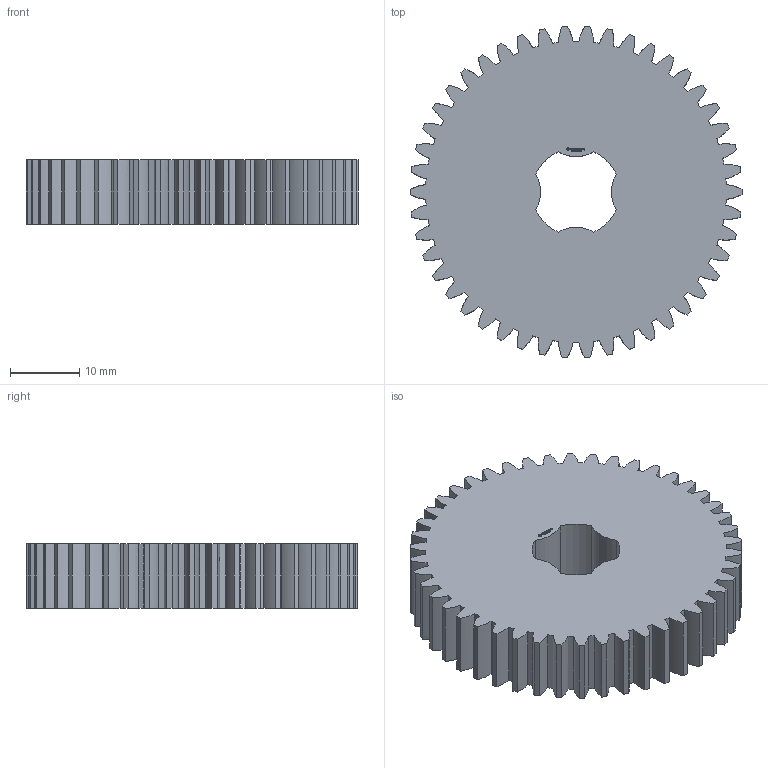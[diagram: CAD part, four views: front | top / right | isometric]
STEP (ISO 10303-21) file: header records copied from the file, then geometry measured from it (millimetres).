
FILE_DESCRIPTION(('FreeCAD Model'),'2;1');
FILE_NAME('Open CASCADE Shape Model','2024-03-10T17:50:51',(''),(''), 'Open CASCADE STEP processor 7.6','FreeCAD','Unknown');
FILE_SCHEMA(('AUTOMOTIVE_DESIGN { 1 0 10303 214 1 1 1 1 }'));
Length unit declared in the file: millimetre
Products named in the file (1): Gear Wheel PLN TTH46 BU00.75 SFT-SHD - SPN-GWH-0163 (stemfie.org)
Bounding box: 47.99 x 47.93 x 9.38 mm (x, y, z)
Volume: 14440.7 mm3; surface area: 6216.1 mm2
Topology: 1 solids, 1 shells, 678 faces, 1938 edges, 1292 vertices
Faces by surface type: extrusion 348, plane 322, cylinder 8
Entity records: 60613 total; most frequent: CARTESIAN_POINT 19555, DIRECTION 5448, VECTOR 4738, LINE 4390, ORIENTED_EDGE 3876, PCURVE 3876, DEFINITIONAL_REPRESENTATION 3876, EDGE_CURVE 1938
